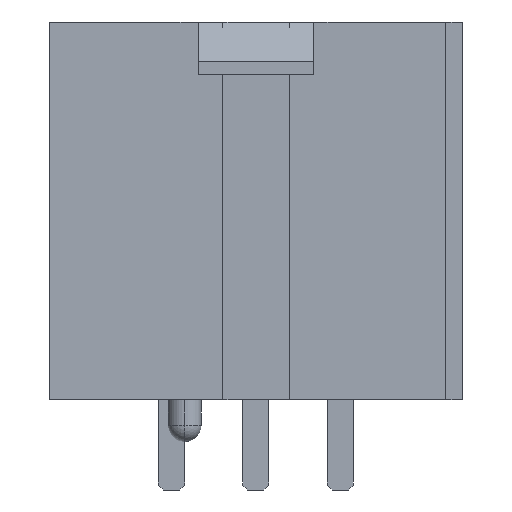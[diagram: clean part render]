
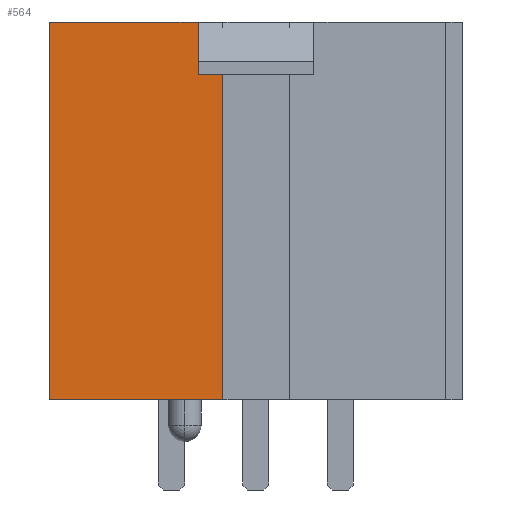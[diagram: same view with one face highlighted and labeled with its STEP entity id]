
A CAD part, left-side view. The second image highlights one B-rep face of the part: STEP entity #564.
In plain terms, the highlighted planar face has unit normal (-1, 0, 0).
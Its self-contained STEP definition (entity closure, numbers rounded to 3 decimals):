
#564 = ADVANCED_FACE ( 'NONE', ( #20589 ), #12203, .F. ) ;
#1517 = EDGE_CURVE ( 'NONE', #2784, #20658, #2231, .T. ) ;
#1642 = CARTESIAN_POINT ( 'NONE',  ( -18.78, 5.23, 1.35 ) ) ;
#1741 = LINE ( 'NONE', #16550, #3321 ) ;
#1836 = ORIENTED_EDGE ( 'NONE', *, *, #2263, .T. ) ;
#2231 = LINE ( 'NONE', #10313, #9033 ) ;
#2263 = EDGE_CURVE ( 'NONE', #10177, #20658, #10499, .T. ) ;
#2784 = VERTEX_POINT ( 'NONE', #21456 ) ;
#3195 = CARTESIAN_POINT ( 'NONE',  ( -18.78, 4.48, 11.38 ) ) ;
#3321 = VECTOR ( 'NONE', #6349, 1000. ) ;
#3444 = CARTESIAN_POINT ( 'NONE',  ( -18.78, 4.48, 0. ) ) ;
#4078 = DIRECTION ( 'NONE',  ( 0., 0., -1. ) ) ;
#4140 = AXIS2_PLACEMENT_3D ( 'NONE', #11163, #16496, #18537 ) ;
#4860 = DIRECTION ( 'NONE',  ( 0., 0., -1. ) ) ;
#5016 = DIRECTION ( 'NONE',  ( 0., -1., 0. ) ) ;
#5267 = VECTOR ( 'NONE', #19511, 1000. ) ;
#5560 = ORIENTED_EDGE ( 'NONE', *, *, #1517, .F. ) ;
#6349 = DIRECTION ( 'NONE',  ( 0., -1., 0. ) ) ;
#7372 = EDGE_CURVE ( 'NONE', #9875, #9255, #11561, .T. ) ;
#8519 = EDGE_CURVE ( 'NONE', #10177, #9875, #13952, .T. ) ;
#9033 = VECTOR ( 'NONE', #14902, 1000. ) ;
#9127 = CARTESIAN_POINT ( 'NONE',  ( -18.78, 0., 11.38 ) ) ;
#9255 = VERTEX_POINT ( 'NONE', #12796 ) ;
#9875 = VERTEX_POINT ( 'NONE', #9127 ) ;
#10157 = ORIENTED_EDGE ( 'NONE', *, *, #15204, .T. ) ;
#10177 = VERTEX_POINT ( 'NONE', #17941 ) ;
#10313 = CARTESIAN_POINT ( 'NONE',  ( -18.78, 0., 1.35 ) ) ;
#10499 = LINE ( 'NONE', #14313, #11264 ) ;
#10683 = EDGE_LOOP ( 'NONE', ( #1836, #5560, #15774, #10157, #13565, #12866 ) ) ;
#11163 = CARTESIAN_POINT ( 'NONE',  ( -18.78, 11.94, 11.38 ) ) ;
#11264 = VECTOR ( 'NONE', #4078, 1000. ) ;
#11561 = LINE ( 'NONE', #16081, #5267 ) ;
#12203 = PLANE ( 'NONE',  #4140 ) ;
#12796 = CARTESIAN_POINT ( 'NONE',  ( -18.78, 0., 0. ) ) ;
#12866 = ORIENTED_EDGE ( 'NONE', *, *, #8519, .F. ) ;
#13565 = ORIENTED_EDGE ( 'NONE', *, *, #7372, .F. ) ;
#13952 = LINE ( 'NONE', #15047, #20218 ) ;
#14313 = CARTESIAN_POINT ( 'NONE',  ( -18.78, 5.23, 15. ) ) ;
#14702 = EDGE_CURVE ( 'NONE', #2784, #17451, #16172, .T. ) ;
#14902 = DIRECTION ( 'NONE',  ( 0., 1., 0. ) ) ;
#15047 = CARTESIAN_POINT ( 'NONE',  ( -18.78, 4.48, 11.38 ) ) ;
#15204 = EDGE_CURVE ( 'NONE', #17451, #9255, #1741, .T. ) ;
#15774 = ORIENTED_EDGE ( 'NONE', *, *, #14702, .T. ) ;
#16081 = CARTESIAN_POINT ( 'NONE',  ( -18.78, 0., 11.38 ) ) ;
#16172 = LINE ( 'NONE', #3195, #21394 ) ;
#16496 = DIRECTION ( 'NONE',  ( 1., 0., 0. ) ) ;
#16550 = CARTESIAN_POINT ( 'NONE',  ( -18.78, 4.48, 0. ) ) ;
#17451 = VERTEX_POINT ( 'NONE', #3444 ) ;
#17941 = CARTESIAN_POINT ( 'NONE',  ( -18.78, 5.23, 11.38 ) ) ;
#18537 = DIRECTION ( 'NONE',  ( 0., 1., 0. ) ) ;
#19511 = DIRECTION ( 'NONE',  ( 0., 0., -1. ) ) ;
#20218 = VECTOR ( 'NONE', #5016, 1000. ) ;
#20589 = FACE_OUTER_BOUND ( 'NONE', #10683, .T. ) ;
#20658 = VERTEX_POINT ( 'NONE', #1642 ) ;
#21394 = VECTOR ( 'NONE', #4860, 1000. ) ;
#21456 = CARTESIAN_POINT ( 'NONE',  ( -18.78, 4.48, 1.35 ) ) ;
